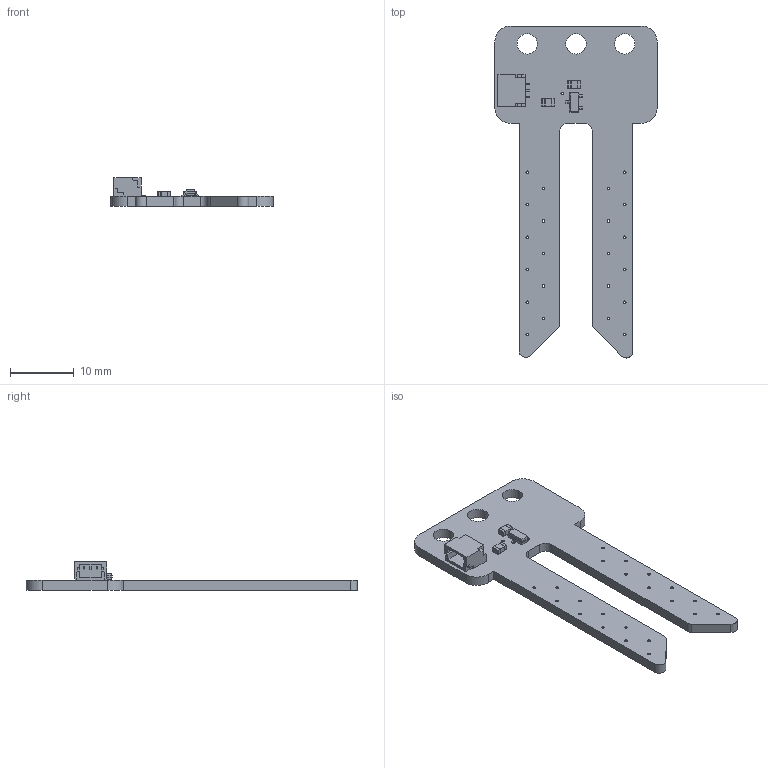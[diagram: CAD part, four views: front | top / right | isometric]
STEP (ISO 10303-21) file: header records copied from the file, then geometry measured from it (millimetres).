
FILE_DESCRIPTION(/* description */ (''),/* implementation_level */ '2;1');
FILE_NAME(/* name */ 'PCB Component.step',/* time_stamp */ '2025-07-09T13:06:16-04:00',/* author */ (''),/* organization */ (''),/* preprocessor_version */ 'ST-DEVELOPER v20.1',/* originating_system */ 'Autodesk Translation Framework v14.10.0.0',/* authorisation */ '');
FILE_SCHEMA (('AUTOMOTIVE_DESIGN { 1 0 10303 214 3 1 1 }'));
Length unit declared in the file: millimetre
Products named in the file (5): PCB Component; Board; JST_SH3; 10K; MMBT3904
Assembly tree (5 placements, depth 2):
  PCB Component
    Board
    JST_SH3
    10K  x2
    MMBT3904
Bounding box: 25.4 x 51.9 x 4.53 mm (x, y, z)
Volume: 1295.4 mm3; surface area: 2229.6 mm2
Topology: 9 solids, 9 shells, 318 faces, 784 edges, 458 vertices
Faces by surface type: plane 188, cylinder 98, sphere 32
Full cylindrical faces by diameter (mm): 0.394 x25, 3.2 x3
Entity records: 7880 total; most frequent: DIRECTION 1302, CARTESIAN_POINT 1286, ORIENTED_EDGE 1260, EDGE_CURVE 630, LINE 482, VECTOR 482, AXIS2_PLACEMENT_3D 410, VERTEX_POINT 394
